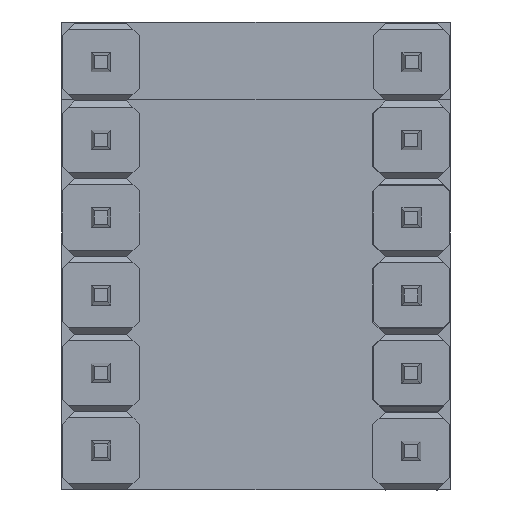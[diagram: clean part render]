
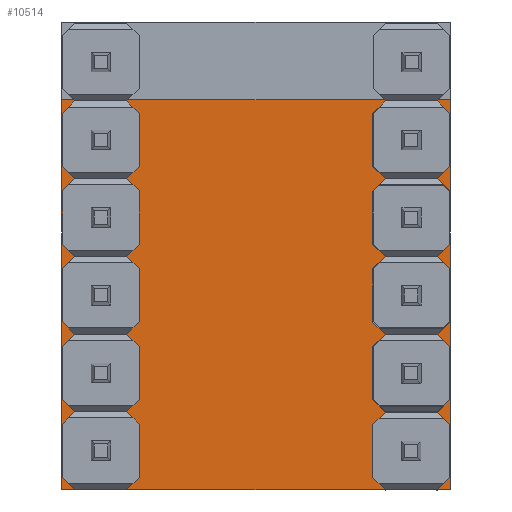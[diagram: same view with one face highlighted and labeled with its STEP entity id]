
A CAD part, front view. The second image highlights one B-rep face of the part: STEP entity #10514.
In plain terms, the highlighted planar face has unit normal (0, -1, 0).
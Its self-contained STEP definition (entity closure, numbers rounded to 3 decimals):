
#42=CIRCLE('',#11149,0.51);
#44=CIRCLE('',#11152,0.51);
#46=CIRCLE('',#11155,0.51);
#48=CIRCLE('',#11158,0.51);
#50=CIRCLE('',#11161,0.51);
#52=CIRCLE('',#11164,0.51);
#54=CIRCLE('',#11167,0.51);
#56=CIRCLE('',#11170,0.51);
#58=CIRCLE('',#11173,0.51);
#60=CIRCLE('',#11176,0.51);
#167=FACE_BOUND('',#1111,.T.);
#168=FACE_BOUND('',#1112,.T.);
#169=FACE_BOUND('',#1113,.T.);
#170=FACE_BOUND('',#1114,.T.);
#171=FACE_BOUND('',#1115,.T.);
#172=FACE_BOUND('',#1116,.T.);
#173=FACE_BOUND('',#1117,.T.);
#174=FACE_BOUND('',#1118,.T.);
#175=FACE_BOUND('',#1119,.T.);
#176=FACE_BOUND('',#1120,.T.);
#501=FACE_OUTER_BOUND('',#1110,.T.);
#1110=EDGE_LOOP('',(#7900,#7901,#7902,#7903));
#1111=EDGE_LOOP('',(#7904));
#1112=EDGE_LOOP('',(#7905));
#1113=EDGE_LOOP('',(#7906));
#1114=EDGE_LOOP('',(#7907));
#1115=EDGE_LOOP('',(#7908));
#1116=EDGE_LOOP('',(#7909));
#1117=EDGE_LOOP('',(#7910));
#1118=EDGE_LOOP('',(#7911));
#1119=EDGE_LOOP('',(#7912));
#1120=EDGE_LOOP('',(#7913));
#2065=LINE('',#15497,#3466);
#2068=LINE('',#15502,#3469);
#2070=LINE('',#15506,#3471);
#2072=LINE('',#15509,#3473);
#3466=VECTOR('',#12647,10.);
#3469=VECTOR('',#12652,1000.);
#3471=VECTOR('',#12656,1000.);
#3473=VECTOR('',#12660,10.);
#4679=VERTEX_POINT('',#15428);
#4681=VERTEX_POINT('',#15434);
#4683=VERTEX_POINT('',#15440);
#4685=VERTEX_POINT('',#15446);
#4687=VERTEX_POINT('',#15452);
#4689=VERTEX_POINT('',#15458);
#4691=VERTEX_POINT('',#15464);
#4693=VERTEX_POINT('',#15470);
#4695=VERTEX_POINT('',#15476);
#4697=VERTEX_POINT('',#15482);
#4702=VERTEX_POINT('',#15495);
#4703=VERTEX_POINT('',#15496);
#4704=VERTEX_POINT('',#15501);
#4705=VERTEX_POINT('',#15505);
#5833=EDGE_CURVE('',#4679,#4679,#42,.T.);
#5836=EDGE_CURVE('',#4681,#4681,#44,.T.);
#5839=EDGE_CURVE('',#4683,#4683,#46,.T.);
#5842=EDGE_CURVE('',#4685,#4685,#48,.T.);
#5845=EDGE_CURVE('',#4687,#4687,#50,.T.);
#5848=EDGE_CURVE('',#4689,#4689,#52,.T.);
#5851=EDGE_CURVE('',#4691,#4691,#54,.T.);
#5854=EDGE_CURVE('',#4693,#4693,#56,.T.);
#5857=EDGE_CURVE('',#4695,#4695,#58,.T.);
#5860=EDGE_CURVE('',#4697,#4697,#60,.T.);
#5865=EDGE_CURVE('',#4702,#4703,#2065,.T.);
#5868=EDGE_CURVE('',#4703,#4704,#2068,.T.);
#5870=EDGE_CURVE('',#4705,#4704,#2070,.T.);
#5872=EDGE_CURVE('',#4702,#4705,#2072,.T.);
#7900=ORIENTED_EDGE('',*,*,#5865,.F.);
#7901=ORIENTED_EDGE('',*,*,#5872,.T.);
#7902=ORIENTED_EDGE('',*,*,#5870,.T.);
#7903=ORIENTED_EDGE('',*,*,#5868,.F.);
#7904=ORIENTED_EDGE('',*,*,#5836,.T.);
#7905=ORIENTED_EDGE('',*,*,#5839,.T.);
#7906=ORIENTED_EDGE('',*,*,#5842,.T.);
#7907=ORIENTED_EDGE('',*,*,#5845,.T.);
#7908=ORIENTED_EDGE('',*,*,#5848,.T.);
#7909=ORIENTED_EDGE('',*,*,#5851,.T.);
#7910=ORIENTED_EDGE('',*,*,#5854,.T.);
#7911=ORIENTED_EDGE('',*,*,#5857,.T.);
#7912=ORIENTED_EDGE('',*,*,#5860,.T.);
#7913=ORIENTED_EDGE('',*,*,#5833,.T.);
#9946=PLANE('',#11182);
#10514=ADVANCED_FACE('',(#501,#167,#168,#169,#170,#171,#172,#173,#174,#175,
#176),#9946,.F.);
#11149=AXIS2_PLACEMENT_3D('',#15430,#12574,#12575);
#11152=AXIS2_PLACEMENT_3D('',#15436,#12581,#12582);
#11155=AXIS2_PLACEMENT_3D('',#15442,#12588,#12589);
#11158=AXIS2_PLACEMENT_3D('',#15448,#12595,#12596);
#11161=AXIS2_PLACEMENT_3D('',#15454,#12602,#12603);
#11164=AXIS2_PLACEMENT_3D('',#15460,#12609,#12610);
#11167=AXIS2_PLACEMENT_3D('',#15466,#12616,#12617);
#11170=AXIS2_PLACEMENT_3D('',#15472,#12623,#12624);
#11173=AXIS2_PLACEMENT_3D('',#15478,#12630,#12631);
#11176=AXIS2_PLACEMENT_3D('',#15484,#12637,#12638);
#11182=AXIS2_PLACEMENT_3D('',#15510,#12661,#12662);
#12574=DIRECTION('center_axis',(0.,1.,0.));
#12575=DIRECTION('ref_axis',(0.,0.,1.));
#12581=DIRECTION('center_axis',(0.,1.,0.));
#12582=DIRECTION('ref_axis',(0.,0.,1.));
#12588=DIRECTION('center_axis',(0.,1.,0.));
#12589=DIRECTION('ref_axis',(0.,0.,1.));
#12595=DIRECTION('center_axis',(0.,1.,0.));
#12596=DIRECTION('ref_axis',(0.,0.,1.));
#12602=DIRECTION('center_axis',(0.,1.,0.));
#12603=DIRECTION('ref_axis',(0.,0.,1.));
#12609=DIRECTION('center_axis',(0.,1.,0.));
#12610=DIRECTION('ref_axis',(0.,0.,1.));
#12616=DIRECTION('center_axis',(0.,1.,0.));
#12617=DIRECTION('ref_axis',(0.,0.,1.));
#12623=DIRECTION('center_axis',(0.,1.,0.));
#12624=DIRECTION('ref_axis',(0.,0.,1.));
#12630=DIRECTION('center_axis',(0.,1.,0.));
#12631=DIRECTION('ref_axis',(0.,0.,1.));
#12637=DIRECTION('center_axis',(0.,1.,0.));
#12638=DIRECTION('ref_axis',(0.,0.,1.));
#12647=DIRECTION('',(1.,0.,0.));
#12652=DIRECTION('',(0.,0.,-1.));
#12656=DIRECTION('',(1.,0.,0.));
#12660=DIRECTION('',(0.,0.,-1.));
#12661=DIRECTION('center_axis',(0.,1.,0.));
#12662=DIRECTION('ref_axis',(0.,0.,1.));
#15428=CARTESIAN_POINT('',(8.89,0.,-0.76));
#15430=CARTESIAN_POINT('Origin',(8.89,0.,-1.27));
#15434=CARTESIAN_POINT('',(-1.27,0.,-10.92));
#15436=CARTESIAN_POINT('Origin',(-1.27,0.,-11.43));
#15440=CARTESIAN_POINT('',(-1.27,0.,-8.38));
#15442=CARTESIAN_POINT('Origin',(-1.27,0.,-8.89));
#15446=CARTESIAN_POINT('',(-1.27,0.,-0.76));
#15448=CARTESIAN_POINT('Origin',(-1.27,0.,-1.27));
#15452=CARTESIAN_POINT('',(-1.27,0.,-5.84));
#15454=CARTESIAN_POINT('Origin',(-1.27,0.,-6.35));
#15458=CARTESIAN_POINT('',(-1.27,0.,-3.3));
#15460=CARTESIAN_POINT('Origin',(-1.27,0.,-3.81));
#15464=CARTESIAN_POINT('',(8.89,0.,-10.92));
#15466=CARTESIAN_POINT('Origin',(8.89,0.,-11.43));
#15470=CARTESIAN_POINT('',(8.89,0.,-8.38));
#15472=CARTESIAN_POINT('Origin',(8.89,0.,-8.89));
#15476=CARTESIAN_POINT('',(8.89,0.,-5.84));
#15478=CARTESIAN_POINT('Origin',(8.89,0.,-6.35));
#15482=CARTESIAN_POINT('',(8.89,0.,-3.3));
#15484=CARTESIAN_POINT('Origin',(8.89,0.,-3.81));
#15495=CARTESIAN_POINT('',(-2.54,0.,0.04));
#15496=CARTESIAN_POINT('',(10.16,0.,0.04));
#15497=CARTESIAN_POINT('',(0.,0.,0.04));
#15501=CARTESIAN_POINT('',(10.16,0.,-12.7));
#15502=CARTESIAN_POINT('',(10.16,0.,0.));
#15505=CARTESIAN_POINT('',(-2.54,0.,-12.7));
#15506=CARTESIAN_POINT('',(0.,0.,-12.7));
#15509=CARTESIAN_POINT('',(-2.54,0.,0.));
#15510=CARTESIAN_POINT('Origin',(0.,0.,0.));
